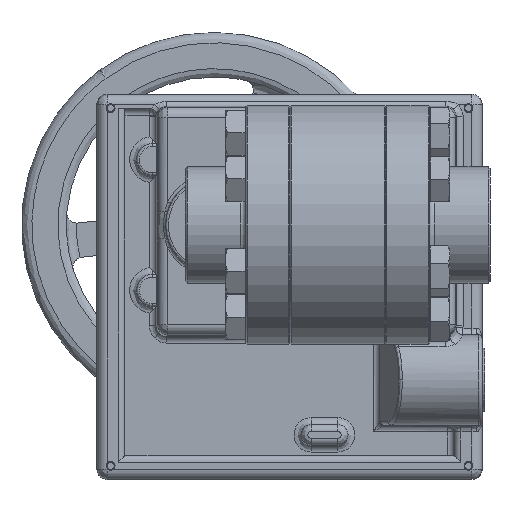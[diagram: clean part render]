
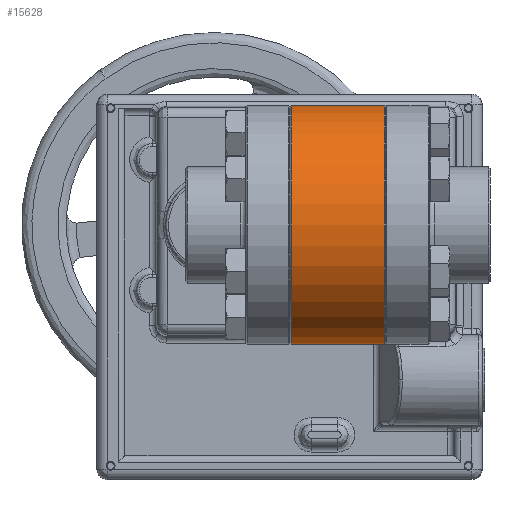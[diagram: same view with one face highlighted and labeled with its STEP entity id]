
A CAD part, front view. The second image highlights one B-rep face of the part: STEP entity #15628.
In plain terms, the highlighted cylindrical face has radius 55.118 mm (diameter 110.236 mm), a partial arc.
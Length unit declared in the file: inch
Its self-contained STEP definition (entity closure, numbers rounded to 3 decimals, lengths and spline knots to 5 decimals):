
#649 = DIRECTION ( 'NONE',  ( -1., 0., 0. ) ) ;
#2790 = ORIENTED_EDGE ( 'NONE', *, *, #4433, .T. ) ;
#3955 = VERTEX_POINT ( 'NONE', #14555 ) ;
#4433 = EDGE_CURVE ( 'NONE', #17113, #5119, #34854, .T. ) ;
#5119 = VERTEX_POINT ( 'NONE', #20119 ) ;
#8240 = EDGE_LOOP ( 'NONE', ( #39275, #11495, #23858, #2790 ) ) ;
#9143 = VECTOR ( 'NONE', #41800, 39.37008 ) ;
#10778 = CARTESIAN_POINT ( 'NONE',  ( 0.8475, 0., 0. ) ) ;
#11365 = CARTESIAN_POINT ( 'NONE',  ( -0.8475, 0., 2.17 ) ) ;
#11495 = ORIENTED_EDGE ( 'NONE', *, *, #40892, .T. ) ;
#14099 = DIRECTION ( 'NONE',  ( 0., 0., -1. ) ) ;
#14555 = CARTESIAN_POINT ( 'NONE',  ( 0.8475, 0., 2.17 ) ) ;
#15628 = ADVANCED_FACE ( 'NONE', ( #39658 ), #29816, .T. ) ;
#15655 = AXIS2_PLACEMENT_3D ( 'NONE', #20071, #23426, #39894 ) ;
#17113 = VERTEX_POINT ( 'NONE', #11365 ) ;
#19044 = AXIS2_PLACEMENT_3D ( 'NONE', #36722, #32206, #36518 ) ;
#19667 = CARTESIAN_POINT ( 'NONE',  ( 0.8475, 0., -2.17 ) ) ;
#20071 = CARTESIAN_POINT ( 'NONE',  ( -0.8475, 0., 0. ) ) ;
#20119 = CARTESIAN_POINT ( 'NONE',  ( -0.8475, 0., -2.17 ) ) ;
#20566 = CARTESIAN_POINT ( 'NONE',  ( 0.8675, 0., 2.17 ) ) ;
#22781 = CIRCLE ( 'NONE', #34937, 2.17 ) ;
#23125 = VERTEX_POINT ( 'NONE', #19667 ) ;
#23426 = DIRECTION ( 'NONE',  ( 1., 0., 0. ) ) ;
#23858 = ORIENTED_EDGE ( 'NONE', *, *, #29839, .T. ) ;
#24563 = EDGE_CURVE ( 'NONE', #23125, #5119, #26856, .T. ) ;
#25260 = VECTOR ( 'NONE', #649, 39.37008 ) ;
#26856 = LINE ( 'NONE', #35133, #9143 ) ;
#29816 = CYLINDRICAL_SURFACE ( 'NONE', #19044, 2.17 ) ;
#29839 = EDGE_CURVE ( 'NONE', #3955, #17113, #42769, .T. ) ;
#32206 = DIRECTION ( 'NONE',  ( -1., 0., 0. ) ) ;
#33948 = DIRECTION ( 'NONE',  ( -1., 0., 0. ) ) ;
#34854 = CIRCLE ( 'NONE', #15655, 2.17 ) ;
#34937 = AXIS2_PLACEMENT_3D ( 'NONE', #10778, #33948, #14099 ) ;
#35133 = CARTESIAN_POINT ( 'NONE',  ( 0.8675, 0., -2.17 ) ) ;
#36518 = DIRECTION ( 'NONE',  ( 0., 0., 1. ) ) ;
#36722 = CARTESIAN_POINT ( 'NONE',  ( 0.8675, 0., 0. ) ) ;
#39275 = ORIENTED_EDGE ( 'NONE', *, *, #24563, .F. ) ;
#39658 = FACE_OUTER_BOUND ( 'NONE', #8240, .T. ) ;
#39894 = DIRECTION ( 'NONE',  ( 0., 0., -1. ) ) ;
#40892 = EDGE_CURVE ( 'NONE', #23125, #3955, #22781, .T. ) ;
#41800 = DIRECTION ( 'NONE',  ( -1., 0., 0. ) ) ;
#42769 = LINE ( 'NONE', #20566, #25260 ) ;
